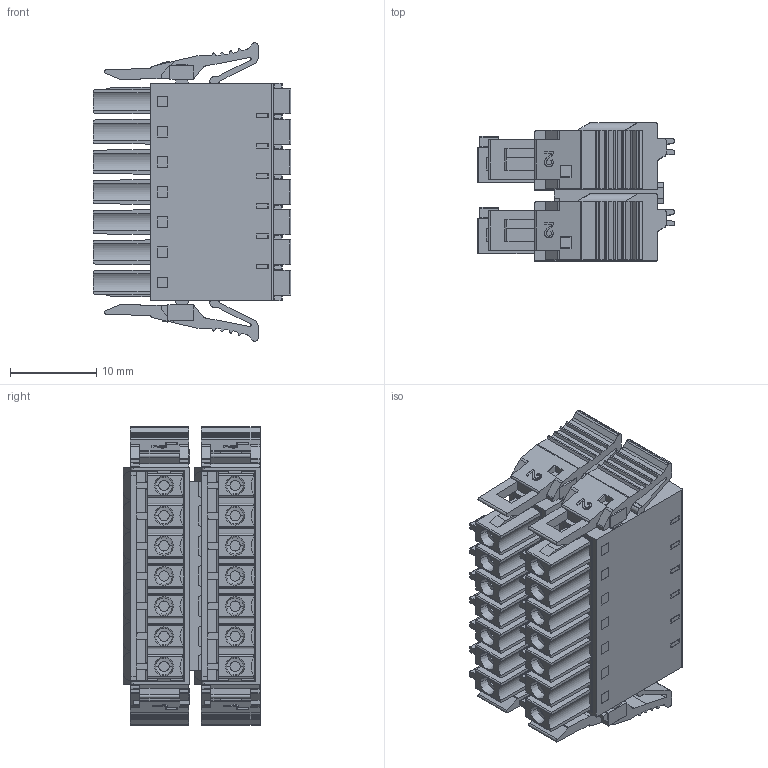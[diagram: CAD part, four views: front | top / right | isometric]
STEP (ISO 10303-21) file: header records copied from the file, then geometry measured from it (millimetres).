
FILE_DESCRIPTION((''),'2;1');
FILE_NAME('TLPSDL-007-14P-X','2024-09-25T',('sheji'),(''),'PRO/ENGINEER BY PARAMETRIC TECHNOLOGY CORPORATION, 2015240','PRO/ENGINEER BY PARAMETRIC TECHNOLOGY CORPORATION, 2015240','');
FILE_SCHEMA(('CONFIG_CONTROL_DESIGN'));
Products named in the file (1): TLPSDL-007-14P-X
Bounding box: 22.9 x 16 x 34.6 mm (x, y, z)
Volume: 6798.3 mm3; surface area: 6561.2 mm2
Topology: 1 solids, 11 shells, 2084 faces, 5715 edges, 3732 vertices
Faces by surface type: plane 1346, cylinder 558, cone 112, extrusion 40, torus 28
Entity records: 66923 total; most frequent: CARTESIAN_POINT 13423, ORIENTED_EDGE 11430, DIRECTION 10743, EDGE_CURVE 5715, VECTOR 4251, LINE 4211, VERTEX_POINT 3732, AXIS2_PLACEMENT_3D 3246
